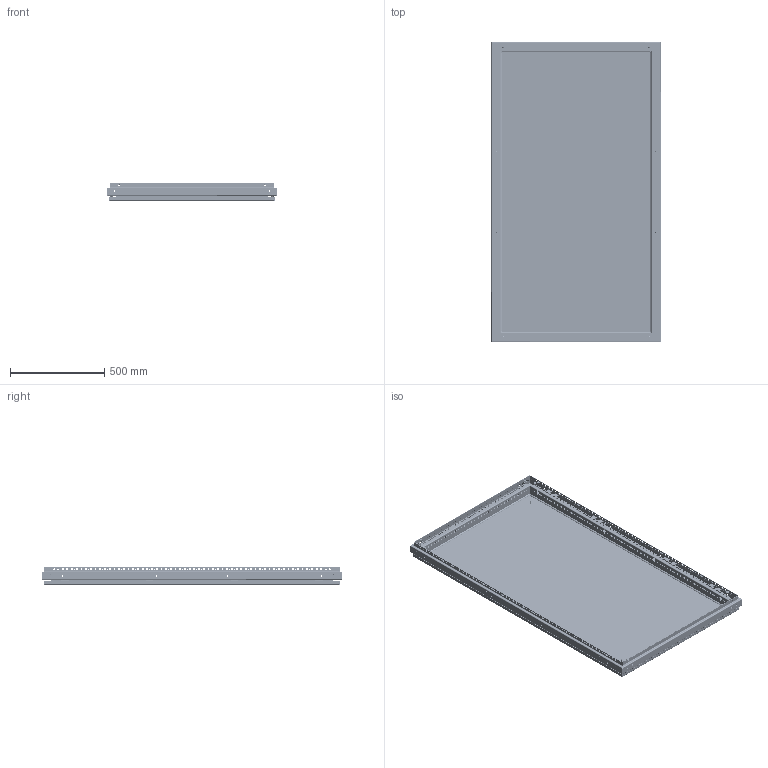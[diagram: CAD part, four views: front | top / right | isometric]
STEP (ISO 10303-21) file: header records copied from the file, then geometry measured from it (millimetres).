
FILE_DESCRIPTION (( 'STEP AP214' ), '1' );
FILE_NAME ('Ñâàðíàÿ ðàìà ñ çàäíåé ïàíåëüþ W900H1600.STEP', '2024-08-14T10:18:47', ( '' ), ( '' ), 'SwSTEP 2.0', 'SolidWorks 2021', '' );
FILE_SCHEMA (( 'AUTOMOTIVE_DESIGN' ));
Length unit declared in the file: millimetre
Products named in the file (19): Ãîðèçîíòàëüíûé ïðîôèëü1 W900; Ãàéêà êëåòüåâàÿ DIN 88109-Ì6-(1,7-2,5)-Zn ; Êðåïëåíèå çàäíåé ïàíåëè; Çàäíÿÿ ïàíåëü W900H1600; Ñâàðíàÿ ðàìà W900H1600; Ñâàðíàÿ ðàìà ñ çàäíåé ïàíåëüþ W900H1600; Çàäíÿÿ ïàíåëü ÑÁ W900H1600; Áîêîâîé ïðîôèëü1 H1600; Áîáûøêà; Ãàñêåòèíã çàäíåé ïàíåëè W900H1600; Âèíò Ì6õ16 ìåáåëüíûé; Øïèëüêà ïðèâàðíàÿ Ì6õ16; Çàêëåïêà ðåçüáîâàÿ Ì8 øåñòèãðàííàÿ ñ óìåíüøåííûì áîðòîì; Çàêëåïêà ðåçüáîâàÿ Ì6 øåñòèãðàííàÿ ñ óìåíüøåííûì áîðòîì; 600.000; Áîêîâîé ïðîôèëü2 H1600; Áîêîâîé ïðîôèëü H1600; Ãîðèçîíòàëüíûé ïðîôèëü2 W900; Ãîðèçîíòàëüíûé ïðîôèëü W900
Assembly tree (92 placements, depth 4):
  Ñâàðíàÿ ðàìà ñ çàäíåé ïàíåëüþ W900H1600
    Ñâàðíàÿ ðàìà W900H1600
      Ãîðèçîíòàëüíûé ïðîôèëü W900  x2
        Ãîðèçîíòàëüíûé ïðîôèëü1 W900
        Ãîðèçîíòàëüíûé ïðîôèëü2 W900
        600.000
        Áîáûøêà
      Áîêîâîé ïðîôèëü H1600  x2
        Áîêîâîé ïðîôèëü1 H1600
        Áîêîâîé ïðîôèëü2 H1600
      Çàêëåïêà ðåçüáîâàÿ Ì8 øåñòèãðàííàÿ ñ óìåíüøåííûì áîðòîì  x8
      Çàêëåïêà ðåçüáîâàÿ Ì6 øåñòèãðàííàÿ ñ óìåíüøåííûì áîðòîì  x26
    Çàäíÿÿ ïàíåëü ÑÁ W900H1600
      Çàäíÿÿ ïàíåëü W900H1600
      Ãàñêåòèíã çàäíåé ïàíåëè W900H1600
      Øïèëüêà ïðèâàðíàÿ Ì6õ16  x2
    Êðåïëåíèå çàäíåé ïàíåëè  x8
    Âèíò Ì6õ16 ìåáåëüíûé  x24
    Ãàéêà êëåòüåâàÿ DIN 88109-Ì6-(1,7-2,5)-Zn   x8
Bounding box: 901.2 x 1596 x 90.9 mm (x, y, z)
Volume: 4716390.2 mm3; surface area: 5427778.4 mm2
Topology: 94 solids, 94 shells, 8605 faces, 22943 edges, 14572 vertices
Faces by surface type: plane 4653, cylinder 3178, cone 472, bspline 250, torus 52
Entity records: 86636 total; most frequent: CARTESIAN_POINT 22220, ORIENTED_EDGE 13206, DIRECTION 12540, EDGE_CURVE 6603, VECTOR 4942, LINE 4942, VERTEX_POINT 4292, AXIS2_PLACEMENT_3D 3799
